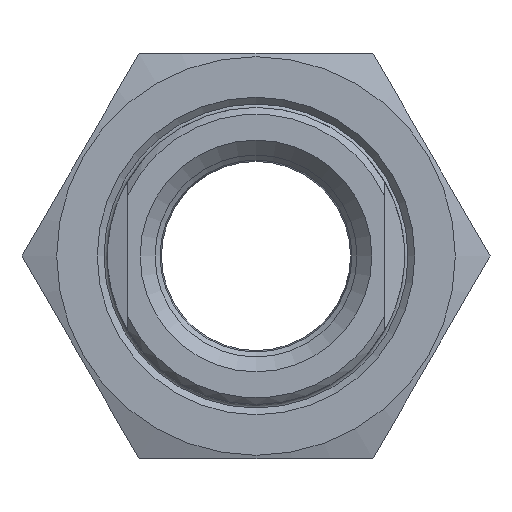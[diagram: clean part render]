
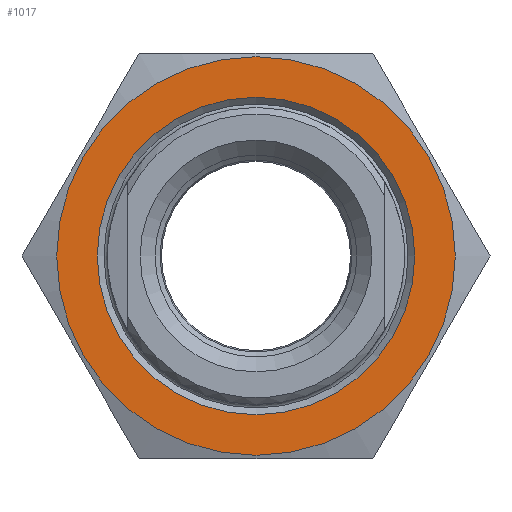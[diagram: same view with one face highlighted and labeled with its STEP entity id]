
A CAD part, left-side view. The second image highlights one B-rep face of the part: STEP entity #1017.
In plain terms, the highlighted planar face has unit normal (-1, 0, 0).
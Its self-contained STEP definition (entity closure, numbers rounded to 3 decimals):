
#74=FACE_BOUND('',#199,.T.);
#89=PLANE('',#1164);
#132=FACE_OUTER_BOUND('',#198,.T.);
#198=EDGE_LOOP('',(#735));
#199=EDGE_LOOP('',(#736));
#361=CIRCLE('',#1154,14.75);
#362=CIRCLE('',#1159,11.75);
#450=VERTEX_POINT('',#1721);
#451=VERTEX_POINT('',#1732);
#553=EDGE_CURVE('',#450,#450,#361,.T.);
#558=EDGE_CURVE('',#451,#451,#362,.T.);
#735=ORIENTED_EDGE('',*,*,#553,.T.);
#736=ORIENTED_EDGE('',*,*,#558,.F.);
#1017=ADVANCED_FACE('',(#132,#74),#89,.F.);
#1154=AXIS2_PLACEMENT_3D('',#1723,#1325,#1326);
#1159=AXIS2_PLACEMENT_3D('',#1733,#1339,#1340);
#1164=AXIS2_PLACEMENT_3D('',#1743,#1351,#1352);
#1325=DIRECTION('center_axis',(-1.,0.,0.));
#1326=DIRECTION('ref_axis',(0.,1.,0.));
#1339=DIRECTION('center_axis',(-1.,0.,0.));
#1340=DIRECTION('ref_axis',(0.,-1.,0.));
#1351=DIRECTION('center_axis',(1.,0.,0.));
#1352=DIRECTION('ref_axis',(0.,0.,-1.));
#1721=CARTESIAN_POINT('',(-15.,-14.75,0.));
#1723=CARTESIAN_POINT('Origin',(-15.,0.,0.));
#1732=CARTESIAN_POINT('',(-15.,11.75,0.));
#1733=CARTESIAN_POINT('Origin',(-15.,0.,0.));
#1743=CARTESIAN_POINT('Origin',(-15.,0.,0.));
